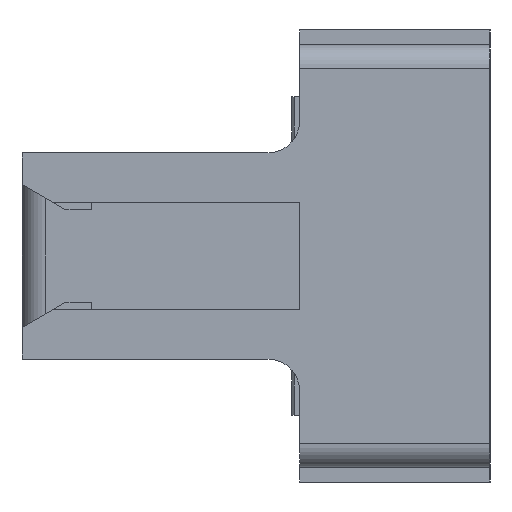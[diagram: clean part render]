
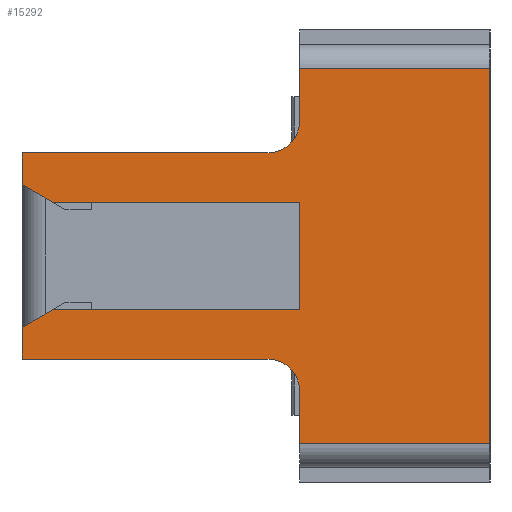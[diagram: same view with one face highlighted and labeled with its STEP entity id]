
A CAD part, left-side view. The second image highlights one B-rep face of the part: STEP entity #15292.
In plain terms, the highlighted planar face has unit normal (-1, 0, 0).
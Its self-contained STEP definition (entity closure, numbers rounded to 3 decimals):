
#3711=CARTESIAN_POINT('',(-15.339,-2.657,2.202));
#3712=VERTEX_POINT('',#3711);
#3720=CARTESIAN_POINT('',(-15.339,-5.705,2.202));
#3721=VERTEX_POINT('',#3720);
#3722=CARTESIAN_POINT('',(-15.339,-5.705,2.202));
#3723=DIRECTION('',(0.0,1.0,0.0));
#3724=VECTOR('',#3723,3.048);
#3725=LINE('',#3722,#3724);
#3726=EDGE_CURVE('',#3721,#3712,#3725,.T.);
#8430=CARTESIAN_POINT('',(-15.339,-5.705,-3.802));
#8431=VERTEX_POINT('',#8430);
#8432=CARTESIAN_POINT('',(-15.339,-5.705,-3.802));
#8433=DIRECTION('',(0.0,0.0,1.0));
#8434=VECTOR('',#8433,6.005);
#8435=LINE('',#8432,#8434);
#8436=EDGE_CURVE('',#8431,#3721,#8435,.T.);
#9162=CARTESIAN_POINT('',(-15.339,1.306,-1.664));
#9163=VERTEX_POINT('',#9162);
#9170=CARTESIAN_POINT('',(-15.339,-2.657,-1.664));
#9171=VERTEX_POINT('',#9170);
#9172=CARTESIAN_POINT('',(-15.339,1.306,-1.664));
#9173=DIRECTION('',(0.0,-1.0,0.0));
#9174=VECTOR('',#9173,3.962);
#9175=LINE('',#9172,#9174);
#9176=EDGE_CURVE('',#9163,#9171,#9175,.T.);
#9218=CARTESIAN_POINT('',(-15.339,-2.657,0.064));
#9219=VERTEX_POINT('',#9218);
#9226=CARTESIAN_POINT('',(-15.339,1.306,0.064));
#9227=VERTEX_POINT('',#9226);
#9228=CARTESIAN_POINT('',(-15.339,1.306,0.064));
#9229=DIRECTION('',(0.0,-1.0,0.0));
#9230=VECTOR('',#9229,3.962);
#9231=LINE('',#9228,#9230);
#9232=EDGE_CURVE('',#9227,#9219,#9231,.T.);
#9351=CARTESIAN_POINT('',(-15.339,-2.657,0.064));
#9352=DIRECTION('',(0.0,0.0,-1.0));
#9353=VECTOR('',#9352,1.727);
#9354=LINE('',#9351,#9353);
#9355=EDGE_CURVE('',#9219,#9171,#9354,.T.);
#15194=CARTESIAN_POINT('',(-15.339,2.163,2.503));
#15195=DIRECTION('',(-1.0,0.0,0.0));
#15196=DIRECTION('',(0.0,0.0,-1.0));
#15197=AXIS2_PLACEMENT_3D('',#15194,#15195,#15196);
#15198=PLANE('',#15197);
#15199=ORIENTED_EDGE('',*,*,#8436,.T.);
#15200=ORIENTED_EDGE('',*,*,#3726,.T.);
#15201=CARTESIAN_POINT('',(-15.339,-2.657,1.359));
#15202=VERTEX_POINT('',#15201);
#15203=CARTESIAN_POINT('',(-15.339,-2.657,2.202));
#15204=DIRECTION('',(0.0,0.0,-1.0));
#15205=VECTOR('',#15204,0.843);
#15206=LINE('',#15203,#15205);
#15207=EDGE_CURVE('',#3712,#15202,#15206,.T.);
#15208=ORIENTED_EDGE('',*,*,#15207,.T.);
#15209=CARTESIAN_POINT('',(-15.339,-2.149,0.851));
#15210=VERTEX_POINT('',#15209);
#15211=CARTESIAN_POINT('',(-15.339,-2.149,1.359));
#15212=DIRECTION('',(1.0,0.0,0.0));
#15213=DIRECTION('',(0.0,0.0,-1.0));
#15214=AXIS2_PLACEMENT_3D('',#15211,#15212,#15213);
#15215=CIRCLE('',#15214,0.508);
#15216=EDGE_CURVE('',#15202,#15210,#15215,.T.);
#15217=ORIENTED_EDGE('',*,*,#15216,.T.);
#15218=CARTESIAN_POINT('',(-15.339,1.788,0.851));
#15219=VERTEX_POINT('',#15218);
#15220=CARTESIAN_POINT('',(-15.339,1.788,0.851));
#15221=DIRECTION('',(0.0,-1.0,0.0));
#15222=VECTOR('',#15221,3.937);
#15223=LINE('',#15220,#15222);
#15224=EDGE_CURVE('',#15219,#15210,#15223,.T.);
#15225=ORIENTED_EDGE('',*,*,#15224,.F.);
#15226=CARTESIAN_POINT('',(-15.339,1.788,0.342));
#15227=VERTEX_POINT('',#15226);
#15228=CARTESIAN_POINT('',(-15.339,1.788,0.342));
#15229=DIRECTION('',(0.0,0.0,1.0));
#15230=VECTOR('',#15229,0.509);
#15231=LINE('',#15228,#15230);
#15232=EDGE_CURVE('',#15227,#15219,#15231,.T.);
#15233=ORIENTED_EDGE('',*,*,#15232,.F.);
#15234=CARTESIAN_POINT('',(-15.339,1.788,0.342));
#15235=DIRECTION('',(0.0,-0.866,-0.5));
#15236=VECTOR('',#15235,0.557);
#15237=LINE('',#15234,#15236);
#15238=EDGE_CURVE('',#15227,#9227,#15237,.T.);
#15239=ORIENTED_EDGE('',*,*,#15238,.T.);
#15240=ORIENTED_EDGE('',*,*,#9232,.T.);
#15241=ORIENTED_EDGE('',*,*,#9355,.T.);
#15242=ORIENTED_EDGE('',*,*,#9176,.F.);
#15243=CARTESIAN_POINT('',(-15.339,1.788,-1.942));
#15244=VERTEX_POINT('',#15243);
#15245=CARTESIAN_POINT('',(-15.339,1.306,-1.664));
#15246=DIRECTION('',(0.0,0.866,-0.5));
#15247=VECTOR('',#15246,0.557);
#15248=LINE('',#15245,#15247);
#15249=EDGE_CURVE('',#9163,#15244,#15248,.T.);
#15250=ORIENTED_EDGE('',*,*,#15249,.T.);
#15251=CARTESIAN_POINT('',(-15.339,1.788,-2.451));
#15252=VERTEX_POINT('',#15251);
#15253=CARTESIAN_POINT('',(-15.339,1.788,-2.451));
#15254=DIRECTION('',(0.0,0.0,1.0));
#15255=VECTOR('',#15254,0.509);
#15256=LINE('',#15253,#15255);
#15257=EDGE_CURVE('',#15252,#15244,#15256,.T.);
#15258=ORIENTED_EDGE('',*,*,#15257,.F.);
#15259=CARTESIAN_POINT('',(-15.339,-2.149,-2.451));
#15260=VERTEX_POINT('',#15259);
#15261=CARTESIAN_POINT('',(-15.339,1.788,-2.451));
#15262=DIRECTION('',(0.0,-1.0,0.0));
#15263=VECTOR('',#15262,3.937);
#15264=LINE('',#15261,#15263);
#15265=EDGE_CURVE('',#15252,#15260,#15264,.T.);
#15266=ORIENTED_EDGE('',*,*,#15265,.T.);
#15267=CARTESIAN_POINT('',(-15.339,-2.657,-2.959));
#15268=VERTEX_POINT('',#15267);
#15269=CARTESIAN_POINT('',(-15.339,-2.149,-2.959));
#15270=DIRECTION('',(1.0,0.0,0.0));
#15271=DIRECTION('',(0.0,0.0,-1.0));
#15272=AXIS2_PLACEMENT_3D('',#15269,#15270,#15271);
#15273=CIRCLE('',#15272,0.508);
#15274=EDGE_CURVE('',#15260,#15268,#15273,.T.);
#15275=ORIENTED_EDGE('',*,*,#15274,.T.);
#15276=CARTESIAN_POINT('',(-15.339,-2.657,-3.802));
#15277=VERTEX_POINT('',#15276);
#15278=CARTESIAN_POINT('',(-15.339,-2.657,-2.959));
#15279=DIRECTION('',(0.0,0.0,-1.0));
#15280=VECTOR('',#15279,0.843);
#15281=LINE('',#15278,#15280);
#15282=EDGE_CURVE('',#15268,#15277,#15281,.T.);
#15283=ORIENTED_EDGE('',*,*,#15282,.T.);
#15284=CARTESIAN_POINT('',(-15.339,-2.657,-3.802));
#15285=DIRECTION('',(0.0,-1.0,0.0));
#15286=VECTOR('',#15285,3.048);
#15287=LINE('',#15284,#15286);
#15288=EDGE_CURVE('',#15277,#8431,#15287,.T.);
#15289=ORIENTED_EDGE('',*,*,#15288,.T.);
#15290=EDGE_LOOP('',(#15199,#15200,#15208,#15217,#15225,#15233,#15239,#15240,#15241,#15242,#15250,#15258,#15266,#15275,#15283,#15289));
#15291=FACE_OUTER_BOUND('',#15290,.T.);
#15292=ADVANCED_FACE('',(#15291),#15198,.T.);
